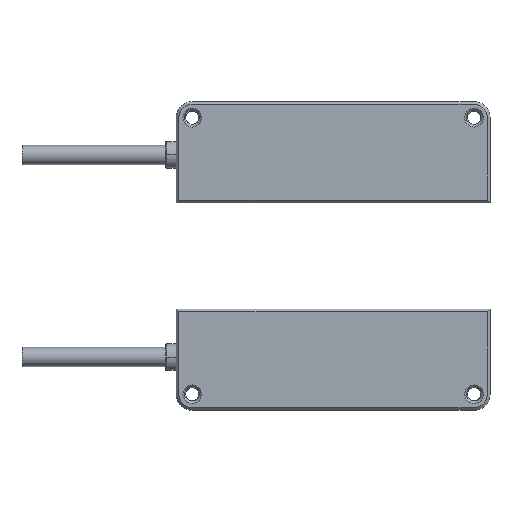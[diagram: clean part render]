
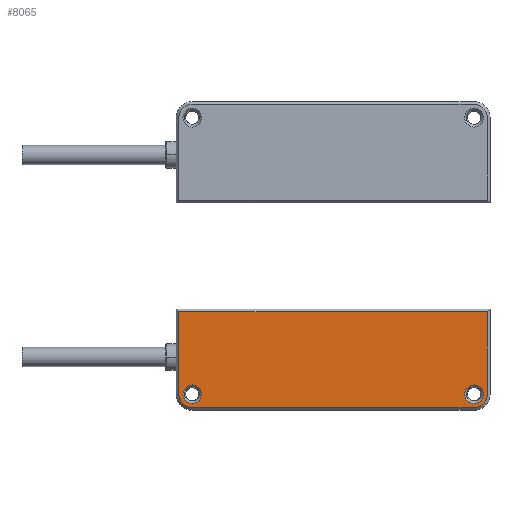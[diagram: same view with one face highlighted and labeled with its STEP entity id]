
A CAD part, top view. The second image highlights one B-rep face of the part: STEP entity #8065.
In plain terms, the highlighted planar face has unit normal (0, 0, 1).
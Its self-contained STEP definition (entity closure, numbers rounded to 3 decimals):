
#1241=CARTESIAN_POINT('',(-26.5,-6.5,3.));
#1242=DIRECTION('',(0.,0.,-1.));
#1243=DIRECTION('',(-1.,0.,0.));
#1244=AXIS2_PLACEMENT_3D('',#1241,#1242,#1243);
#1246=CARTESIAN_POINT('',(-26.5,-6.5,3.));
#1247=DIRECTION('',(0.,0.,-1.));
#1248=DIRECTION('',(1.,0.,0.));
#1249=AXIS2_PLACEMENT_3D('',#1246,#1247,#1248);
#1251=CARTESIAN_POINT('',(26.5,-6.5,3.));
#1252=DIRECTION('',(0.,0.,-1.));
#1253=DIRECTION('',(-1.,0.,0.));
#1254=AXIS2_PLACEMENT_3D('',#1251,#1252,#1253);
#1256=CARTESIAN_POINT('',(26.5,-6.5,3.));
#1257=DIRECTION('',(0.,0.,-1.));
#1258=DIRECTION('',(1.,0.,0.));
#1259=AXIS2_PLACEMENT_3D('',#1256,#1257,#1258);
#1261=DIRECTION('',(0.,1.,0.));
#1262=VECTOR('',#1261,15.5);
#1263=CARTESIAN_POINT('',(29.,-6.5,3.));
#1264=LINE('',#1263,#1262);
#1265=CARTESIAN_POINT('',(26.5,-6.5,3.));
#1266=DIRECTION('',(0.,0.,1.));
#1267=DIRECTION('',(0.,-1.,0.));
#1268=AXIS2_PLACEMENT_3D('',#1265,#1266,#1267);
#1270=DIRECTION('',(1.,0.,0.));
#1271=VECTOR('',#1270,53.);
#1272=CARTESIAN_POINT('',(-26.5,-9.,
3.));
#1273=LINE('',#1272,#1271);
#1274=CARTESIAN_POINT('',(-26.5,-6.5,3.));
#1275=DIRECTION('',(0.,0.,1.));
#1276=DIRECTION('',(-1.,0.,0.));
#1277=AXIS2_PLACEMENT_3D('',#1274,#1275,#1276);
#1279=DIRECTION('',(0.,-1.,0.));
#1280=VECTOR('',#1279,15.5);
#1281=CARTESIAN_POINT('',(-29.,9.,3.));
#1282=LINE('',#1281,#1280);
#1283=DIRECTION('',(-1.,0.,0.));
#1284=VECTOR('',#1283,58.);
#1285=CARTESIAN_POINT('',(29.,9.,3.));
#1286=LINE('',#1285,#1284);
#5799=CARTESIAN_POINT('',(29.,-6.5,3.));
#5800=CARTESIAN_POINT('',(29.,9.,3.));
#5801=VERTEX_POINT('',#5799);
#5802=VERTEX_POINT('',#5800);
#5803=CARTESIAN_POINT('',(26.5,-9.,3.));
#5804=VERTEX_POINT('',#5803);
#5807=CARTESIAN_POINT('',(-26.5,-9.,
3.));
#5808=VERTEX_POINT('',#5807);
#5811=CARTESIAN_POINT('',(-29.,-6.5,3.));
#5812=VERTEX_POINT('',#5811);
#5815=CARTESIAN_POINT('',(-29.,9.,3.));
#5816=VERTEX_POINT('',#5815);
#6169=CARTESIAN_POINT('',(24.75,-6.5,3.));
#6170=CARTESIAN_POINT('',(28.25,-6.5,3.));
#6171=VERTEX_POINT('',#6169);
#6172=VERTEX_POINT('',#6170);
#6234=CARTESIAN_POINT('',(-28.25,-6.5,3.));
#6235=CARTESIAN_POINT('',(-24.75,-6.5,3.));
#6236=VERTEX_POINT('',#6234);
#6237=VERTEX_POINT('',#6235);
#8036=CARTESIAN_POINT('',(0.,0.,3.));
#8037=DIRECTION('',(0.,0.,1.));
#8038=DIRECTION('',(1.,0.,0.));
#8039=AXIS2_PLACEMENT_3D('',#8036,#8037,#8038);
#8040=PLANE('',#8039);
#8042=ORIENTED_EDGE('',*,*,#8041,.F.);
#8044=ORIENTED_EDGE('',*,*,#8043,.F.);
#8046=ORIENTED_EDGE('',*,*,#8045,.F.);
#8048=ORIENTED_EDGE('',*,*,#8047,.F.);
#8049=ORIENTED_EDGE('',*,*,#8014,.F.);
#8050=ORIENTED_EDGE('',*,*,#8027,.F.);
#8051=EDGE_LOOP('',(#8042,#8044,#8046,#8048,#8049,#8050));
#8052=FACE_OUTER_BOUND('',#8051,.F.);
#8054=ORIENTED_EDGE('',*,*,#8053,.F.);
#8056=ORIENTED_EDGE('',*,*,#8055,.F.);
#8057=EDGE_LOOP('',(#8054,#8056));
#8058=FACE_BOUND('',#8057,.F.);
#8060=ORIENTED_EDGE('',*,*,#8059,.F.);
#8062=ORIENTED_EDGE('',*,*,#8061,.F.);
#8063=EDGE_LOOP('',(#8060,#8062));
#8064=FACE_BOUND('',#8063,.F.);
#8065=ADVANCED_FACE('',(#8052,#8058,#8064),#8040,.T.);
#1245=CIRCLE('',#1244,1.75);
#1250=CIRCLE('',#1249,1.75);
#1255=CIRCLE('',#1254,1.75);
#1260=CIRCLE('',#1259,1.75);
#1269=CIRCLE('',#1268,2.5);
#1278=CIRCLE('',#1277,2.5);
#8014=EDGE_CURVE('',#5816,#5812,#1282,.T.);
#8027=EDGE_CURVE('',#5802,#5816,#1286,.T.);
#8041=EDGE_CURVE('',#5801,#5802,#1264,.T.);
#8043=EDGE_CURVE('',#5804,#5801,#1269,.T.);
#8045=EDGE_CURVE('',#5808,#5804,#1273,.T.);
#8047=EDGE_CURVE('',#5812,#5808,#1278,.T.);
#8053=EDGE_CURVE('',#6171,#6172,#1255,.T.);
#8055=EDGE_CURVE('',#6172,#6171,#1260,.T.);
#8059=EDGE_CURVE('',#6236,#6237,#1245,.T.);
#8061=EDGE_CURVE('',#6237,#6236,#1250,.T.);
